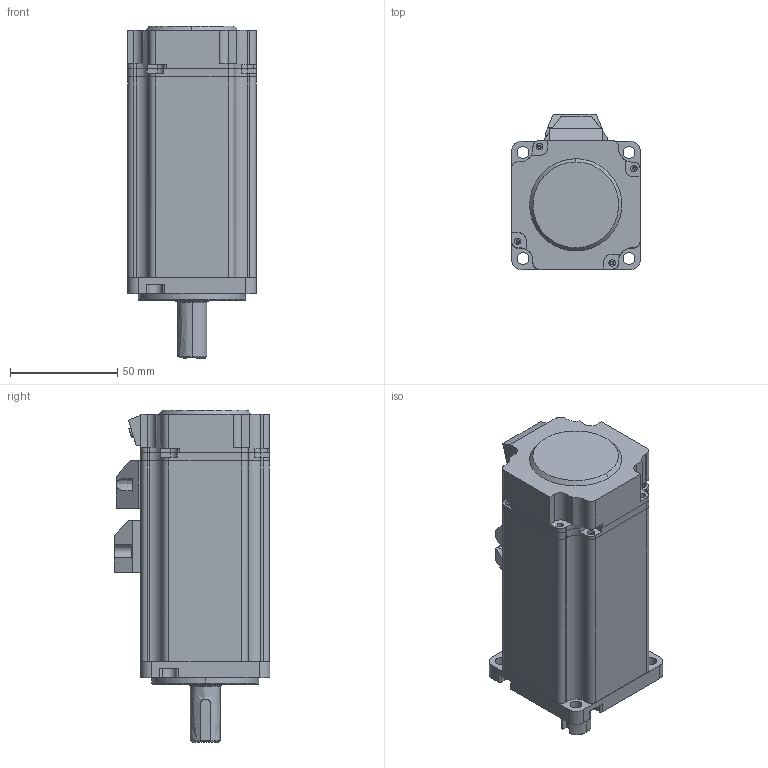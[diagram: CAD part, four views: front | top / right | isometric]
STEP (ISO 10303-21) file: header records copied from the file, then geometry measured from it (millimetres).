
FILE_DESCRIPTION (( 'STEP AP214' ), '1' );
FILE_NAME ('DSY60-400L2B2M17S.STEP', '2024-11-25T05:42:22', ( '' ), ( '' ), 'SwSTEP 2.0', 'SolidWorks 2023', '' );
FILE_SCHEMA (( 'AUTOMOTIVE_DESIGN' ));
Length unit declared in the file: millimetre
Products named in the file (1): DSY60-400L2B2M17S
Bounding box: 60.2 x 72.7 x 155 mm (x, y, z)
Surface area: 91319.7 mm2 (no closed solid volume)
Topology: 0 solids, 12 shells, 624 faces, 1760 edges, 1169 vertices
Faces by surface type: bspline 624
Entity records: 23889 total; most frequent: CARTESIAN_POINT 13909, ORIENTED_EDGE 3228, EDGE_CURVE 1732, B_SPLINE_CURVE_WITH_KNOTS 1315, VERTEX_POINT 1168, EDGE_LOOP 768, FACE_OUTER_BOUND 624, ADVANCED_FACE 624
